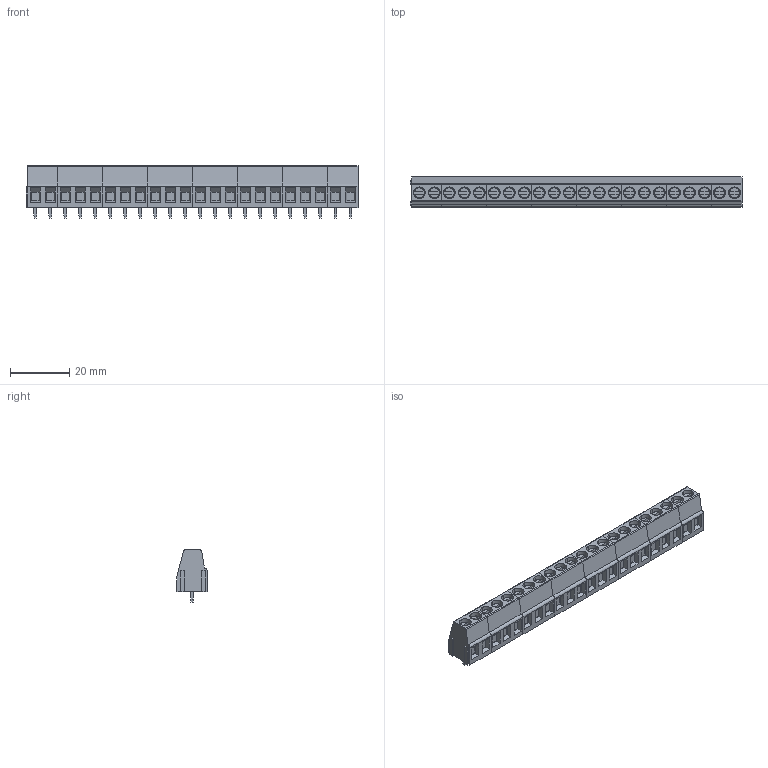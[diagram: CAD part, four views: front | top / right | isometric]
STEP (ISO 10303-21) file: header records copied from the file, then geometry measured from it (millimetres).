
FILE_DESCRIPTION(('FreeCAD Model'),'2;1');
FILE_NAME('Open CASCADE Shape Model','2024-11-06T21:30:21',(''),(''), 'Open CASCADE STEP processor 7.6','FreeCAD','Unknown');
FILE_SCHEMA(('AUTOMOTIVE_DESIGN { 1 0 10303 214 1 1 1 1 }'));
Length unit declared in the file: millimetre
Products named in the file (1): CUI_DEVICES_TB004-508-22BE
Bounding box: 112.36 x 10.2 x 17.6 mm (x, y, z)
Volume: 13167.6 mm3; surface area: 7608.5 mm2
Topology: 1 solids, 1 shells, 920 faces, 2223 edges, 1371 vertices
Faces by surface type: plane 654, torus 110, cone 88, cylinder 68
Entity records: 34043 total; most frequent: CARTESIAN_POINT 6187, ORIENTED_EDGE 4446, DIRECTION 4356, EDGE_CURVE 2223, LINE 1580, VECTOR 1580, AXIS2_PLACEMENT_3D 1388, VERTEX_POINT 1371
